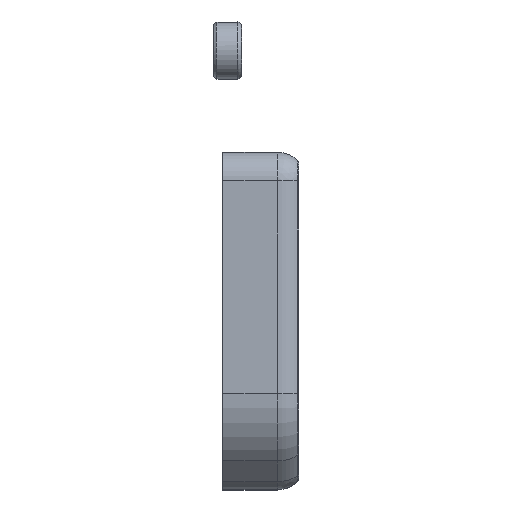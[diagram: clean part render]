
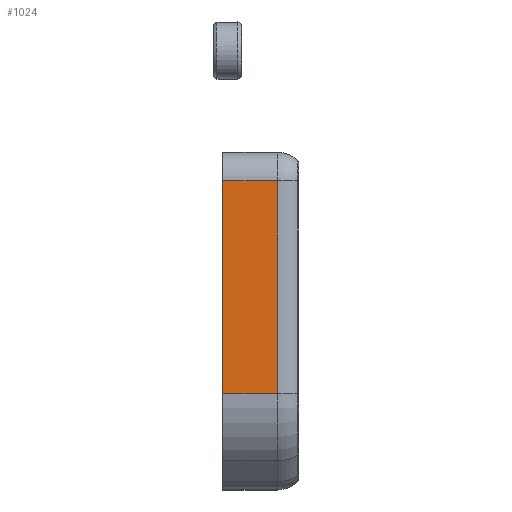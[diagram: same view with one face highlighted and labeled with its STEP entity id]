
A CAD part, top view. The second image highlights one B-rep face of the part: STEP entity #1024.
In plain terms, the highlighted planar face has unit normal (0, 0, 1).
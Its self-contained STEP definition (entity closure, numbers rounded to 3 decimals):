
#53=PLANE('',#1154);
#69=LINE('',#1628,#152);
#105=LINE('',#1735,#188);
#109=LINE('',#1752,#192);
#125=LINE('',#1794,#208);
#152=VECTOR('',#1271,10.);
#188=VECTOR('',#1389,10.);
#192=VECTOR('',#1405,10.);
#208=VECTOR('',#1441,10.);
#288=FACE_OUTER_BOUND('',#353,.T.);
#353=EDGE_LOOP('',(#882,#883,#884,#885));
#463=VERTEX_POINT('',#1621);
#465=VERTEX_POINT('',#1627);
#495=VERTEX_POINT('',#1734);
#502=VERTEX_POINT('',#1751);
#562=EDGE_CURVE('',#463,#465,#69,.T.);
#616=EDGE_CURVE('',#465,#495,#105,.T.);
#624=EDGE_CURVE('',#502,#495,#109,.F.);
#647=EDGE_CURVE('',#463,#502,#125,.T.);
#882=ORIENTED_EDGE('',*,*,#562,.F.);
#883=ORIENTED_EDGE('',*,*,#647,.T.);
#884=ORIENTED_EDGE('',*,*,#624,.T.);
#885=ORIENTED_EDGE('',*,*,#616,.F.);
#1024=ADVANCED_FACE('',(#288),#53,.T.);
#1154=AXIS2_PLACEMENT_3D('',#1793,#1439,#1440);
#1271=DIRECTION('',(0.,-1.,0.));
#1389=DIRECTION('',(-1.,0.,0.));
#1405=DIRECTION('',(0.,1.,0.));
#1439=DIRECTION('center_axis',(0.,0.,1.));
#1440=DIRECTION('ref_axis',(0.,-1.,0.));
#1441=DIRECTION('',(-1.,0.,0.));
#1621=CARTESIAN_POINT('',(-3.243,137.,90.5));
#1627=CARTESIAN_POINT('',(-3.243,114.642,90.5));
#1628=CARTESIAN_POINT('',(-3.243,135.,90.5));
#1734=CARTESIAN_POINT('',(-9.,114.642,90.5));
#1735=CARTESIAN_POINT('',(0.,114.642,90.5));
#1751=CARTESIAN_POINT('',(-9.,137.,90.5));
#1752=CARTESIAN_POINT('',(-9.,130.,90.5));
#1793=CARTESIAN_POINT('Origin',(0.,140.,90.5));
#1794=CARTESIAN_POINT('',(0.75,137.,90.5));
